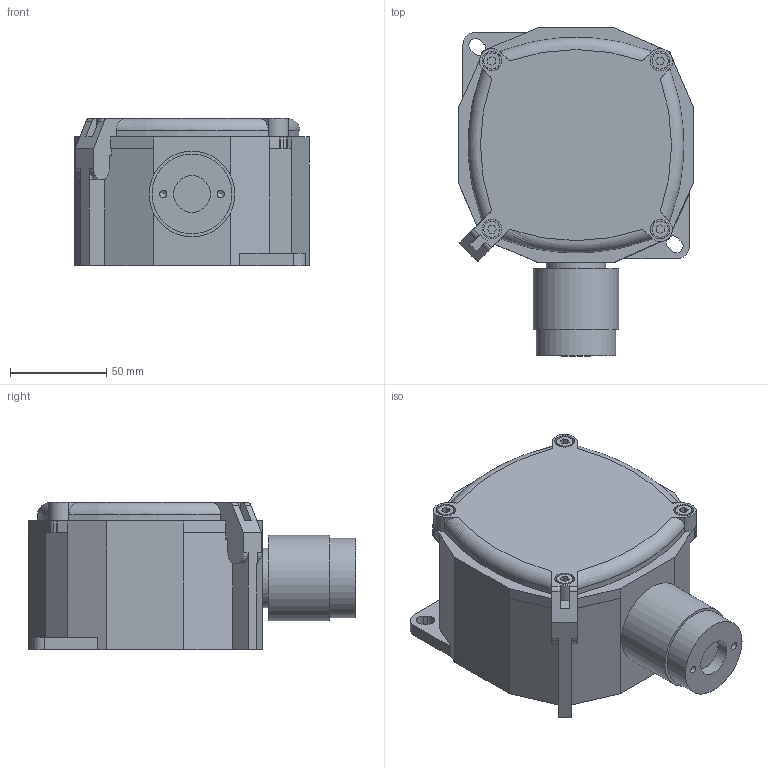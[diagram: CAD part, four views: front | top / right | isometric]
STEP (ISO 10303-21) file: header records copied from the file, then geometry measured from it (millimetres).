
FILE_DESCRIPTION((''),'2;1');
FILE_NAME('Standard.stp','2015-07-14T09:49:18',('jrodriguez'),(''),'Autodesk Inventor 2013','Autodesk Inventor 2013','');
FILE_SCHEMA(('AUTOMOTIVE_DESIGN { 1 0 10303 214 1 1 1 1 }'));
Length unit declared in the file: inch
Products named in the file (1): Standard
Bounding box: 121.41 x 169.93 x 76.2 mm (x, y, z)
Volume: 1022287.1 mm3; surface area: 71795 mm2
Topology: 2 solids, 2 shells, 153 faces, 379 edges, 247 vertices
Faces by surface type: plane 112, cylinder 35, torus 4, cone 2
Full cylindrical faces by diameter (mm): 3.81 x2, 8.382 x4, 10.16 x4, 19.05 x1, 22.225 x1, 30.727 x1, 41.402 x1, 44.45 x1
Entity records: 4537 total; most frequent: CARTESIAN_POINT 891, DIRECTION 741, ORIENTED_EDGE 716, EDGE_CURVE 358, VECTOR 267, LINE 267, VERTEX_POINT 243, AXIS2_PLACEMENT_3D 237
